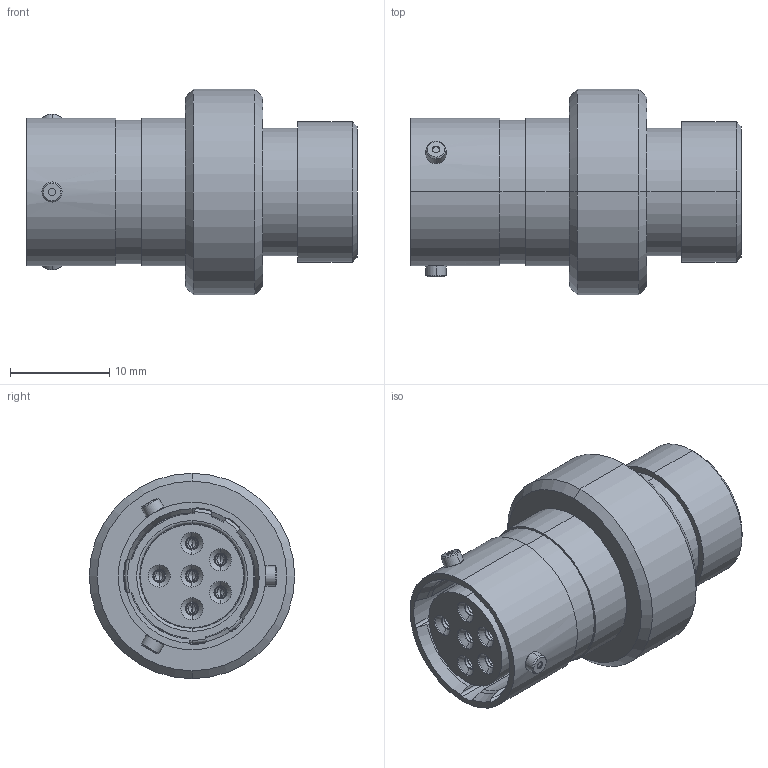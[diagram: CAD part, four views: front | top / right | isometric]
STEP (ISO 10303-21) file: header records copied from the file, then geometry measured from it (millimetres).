
FILE_DESCRIPTION (( 'STEP AP214' ), '1' );
FILE_NAME ('AS110-98SN.STEP', '2017-09-21T14:00:39', ( '' ), ( '' ), 'SwSTEP 2.0', 'SolidWorks 2015', '' );
FILE_SCHEMA (( 'AUTOMOTIVE_DESIGN' ));
Length unit declared in the file: inch
Products named in the file (1): AS110-98SN
Bounding box: 33.3 x 20.7 x 20.7 mm (x, y, z)
Volume: 5316.8 mm3; surface area: 6269.2 mm2
Topology: 4 solids, 6 shells, 1047 faces, 2371 edges, 1410 vertices
Faces by surface type: cylinder 351, plane 248, torus 236, cone 176, bspline 24, sphere 12
Entity records: 44660 total; most frequent: CARTESIAN_POINT 7887, DIRECTION 5186, ORIENTED_EDGE 4702, EDGE_CURVE 2351, AXIS2_PLACEMENT_3D 2219, VERTEX_POINT 1410, CIRCLE 1195, EDGE_LOOP 1147
